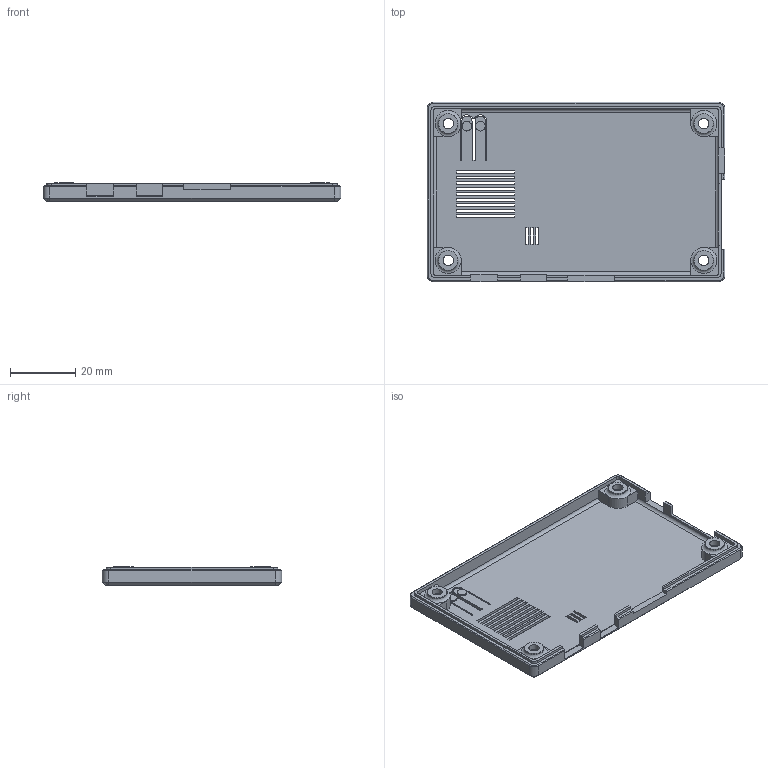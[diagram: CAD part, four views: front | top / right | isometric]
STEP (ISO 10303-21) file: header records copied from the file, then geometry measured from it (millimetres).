
FILE_DESCRIPTION(/* description */ ('STEP AP242','CAx-IF Rec.Pracs.---Representation and Presentation of Product Manufacturing Information (PMI)---4.0---2014-10-13','CAx-IF Rec.Pracs.---3D Tessellated Geometry---0.4---2014-09-14','2;1'),/* implementation_level */ '2;1');
FILE_NAME(/* name */ '65b9066d64f8c164f5dde3ab',/* time_stamp */ '2024-01-30T14:23:42Z',/* author */ (''),/* organization */ (''),/* preprocessor_version */ 'ST-DEVELOPER v19.4',/* originating_system */ ' ',/* authorisation */ ' ');
FILE_SCHEMA (('AP242_MANAGED_MODEL_BASED_3D_ENGINEERING_MIM_LF { 1 0 10303 442 1 1 4 }'));
Length unit declared in the file: metre
Products named in the file (1): Back
Bounding box: 91.4 x 55 x 5.75 mm (x, y, z)
Volume: 6557.9 mm3; surface area: 12655.5 mm2
Topology: 1 solids, 1 shells, 195 faces, 540 edges, 348 vertices
Faces by surface type: plane 136, cylinder 43, cone 12, torus 4
Full cylindrical faces by diameter (mm): 2.969 x2, 3.2 x4, 6 x8
Entity records: 6107 total; most frequent: CARTESIAN_POINT 1063, ORIENTED_EDGE 1030, DIRECTION 1010, EDGE_CURVE 515, LINE 408, VECTOR 408, VERTEX_POINT 345, AXIS2_PLACEMENT_3D 301
